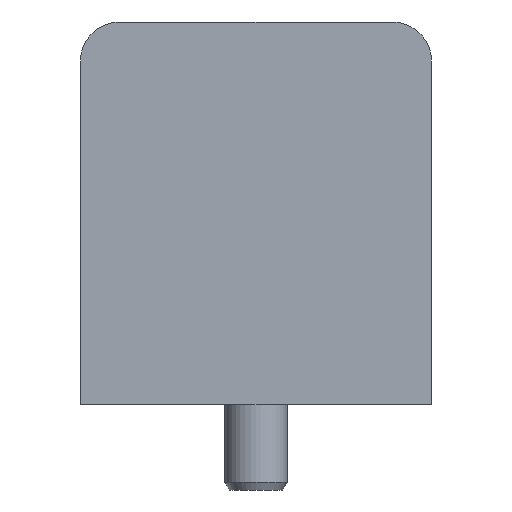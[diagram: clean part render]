
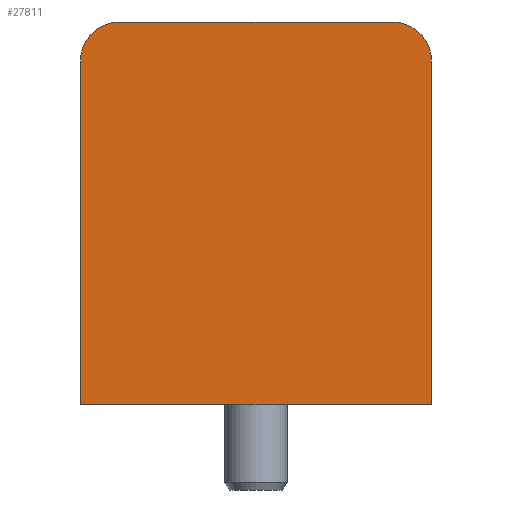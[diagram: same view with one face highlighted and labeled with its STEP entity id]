
A CAD part, left-side view. The second image highlights one B-rep face of the part: STEP entity #27811.
In plain terms, the highlighted planar face has unit normal (-1, 0, 0).
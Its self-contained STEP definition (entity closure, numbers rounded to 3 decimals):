
#984 = CARTESIAN_POINT ( 'NONE',  ( -5.8, 22.5, 22.5 ) ) ;
#1285 = VERTEX_POINT ( 'NONE', #6948 ) ;
#1475 = DIRECTION ( 'NONE',  ( 0., 0., 1. ) ) ;
#1485 = CARTESIAN_POINT ( 'NONE',  ( -5.8, 22.5, -26.577 ) ) ;
#1820 = ORIENTED_EDGE ( 'NONE', *, *, #16157, .F. ) ;
#3586 = DIRECTION ( 'NONE',  ( -1., 0., 0. ) ) ;
#4189 = VECTOR ( 'NONE', #10145, 1000. ) ;
#5950 = VERTEX_POINT ( 'NONE', #1485 ) ;
#6045 = DIRECTION ( 'NONE',  ( 0., -1., 0. ) ) ;
#6786 = ORIENTED_EDGE ( 'NONE', *, *, #22471, .T. ) ;
#6948 = CARTESIAN_POINT ( 'NONE',  ( -5.8, -17.5, 22.5 ) ) ;
#7875 = CARTESIAN_POINT ( 'NONE',  ( -5.8, 22.5, 17.5 ) ) ;
#8233 = ORIENTED_EDGE ( 'NONE', *, *, #13184, .T. ) ;
#8370 = CARTESIAN_POINT ( 'NONE',  ( -5.8, -22.5, 22.5 ) ) ;
#8855 = VERTEX_POINT ( 'NONE', #7875 ) ;
#9575 = DIRECTION ( 'NONE',  ( 0., 0., -1. ) ) ;
#10145 = DIRECTION ( 'NONE',  ( 0., 1., 0. ) ) ;
#10173 = VECTOR ( 'NONE', #9575, 1000. ) ;
#10179 = VERTEX_POINT ( 'NONE', #15542 ) ;
#10209 = CIRCLE ( 'NONE', #28234, 5. ) ;
#10876 = LINE ( 'NONE', #12047, #4189 ) ;
#11776 = LINE ( 'NONE', #14850, #10173 ) ;
#12047 = CARTESIAN_POINT ( 'NONE',  ( -5.8, -22.5, -26.577 ) ) ;
#12289 = CARTESIAN_POINT ( 'NONE',  ( -5.8, -17.5, 17.5 ) ) ;
#12406 = EDGE_LOOP ( 'NONE', ( #1820, #20737, #6786, #23280, #8233, #25209 ) ) ;
#13184 = EDGE_CURVE ( 'NONE', #31019, #8855, #21274, .T. ) ;
#14021 = EDGE_CURVE ( 'NONE', #28924, #10179, #11776, .T. ) ;
#14850 = CARTESIAN_POINT ( 'NONE',  ( -5.8, -22.5, -22.5 ) ) ;
#15314 = DIRECTION ( 'NONE',  ( 0., 0., 1. ) ) ;
#15542 = CARTESIAN_POINT ( 'NONE',  ( -5.8, -22.5, -26.577 ) ) ;
#15654 = DIRECTION ( 'NONE',  ( 0., 0., 1. ) ) ;
#16157 = EDGE_CURVE ( 'NONE', #10179, #5950, #10876, .T. ) ;
#17836 = DIRECTION ( 'NONE',  ( -1., 0., 0. ) ) ;
#18183 = PLANE ( 'NONE',  #32705 ) ;
#18198 = FACE_OUTER_BOUND ( 'NONE', #12406, .T. ) ;
#18290 = CARTESIAN_POINT ( 'NONE',  ( -5.8, 0., 0. ) ) ;
#18914 = EDGE_CURVE ( 'NONE', #5950, #8855, #20325, .T. ) ;
#19568 = LINE ( 'NONE', #8370, #24693 ) ;
#20325 = LINE ( 'NONE', #984, #25858 ) ;
#20737 = ORIENTED_EDGE ( 'NONE', *, *, #14021, .F. ) ;
#21274 = CIRCLE ( 'NONE', #26736, 5. ) ;
#22471 = EDGE_CURVE ( 'NONE', #28924, #1285, #10209, .T. ) ;
#23280 = ORIENTED_EDGE ( 'NONE', *, *, #31620, .F. ) ;
#24693 = VECTOR ( 'NONE', #6045, 1000. ) ;
#25209 = ORIENTED_EDGE ( 'NONE', *, *, #18914, .F. ) ;
#25858 = VECTOR ( 'NONE', #31381, 1000. ) ;
#26110 = CARTESIAN_POINT ( 'NONE',  ( -5.8, 17.5, 22.5 ) ) ;
#26736 = AXIS2_PLACEMENT_3D ( 'NONE', #27856, #17836, #15314 ) ;
#27811 = ADVANCED_FACE ( 'NONE', ( #18198 ), #18183, .T. ) ;
#27856 = CARTESIAN_POINT ( 'NONE',  ( -5.8, 17.5, 17.5 ) ) ;
#28234 = AXIS2_PLACEMENT_3D ( 'NONE', #12289, #3586, #1475 ) ;
#28415 = DIRECTION ( 'NONE',  ( -1., 0., 0. ) ) ;
#28924 = VERTEX_POINT ( 'NONE', #29965 ) ;
#29965 = CARTESIAN_POINT ( 'NONE',  ( -5.8, -22.5, 17.5 ) ) ;
#31019 = VERTEX_POINT ( 'NONE', #26110 ) ;
#31381 = DIRECTION ( 'NONE',  ( 0., 0., 1. ) ) ;
#31620 = EDGE_CURVE ( 'NONE', #31019, #1285, #19568, .T. ) ;
#32705 = AXIS2_PLACEMENT_3D ( 'NONE', #18290, #28415, #15654 ) ;
